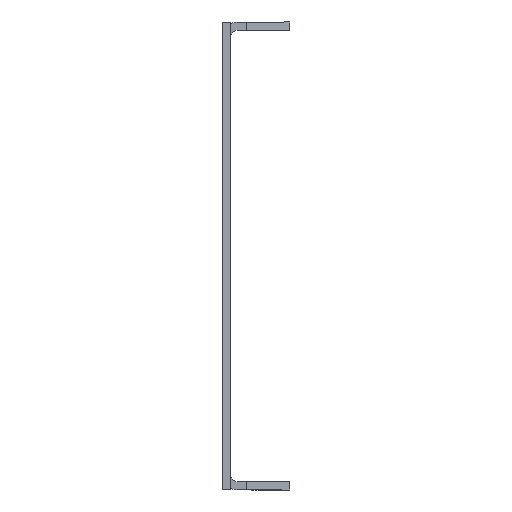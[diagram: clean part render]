
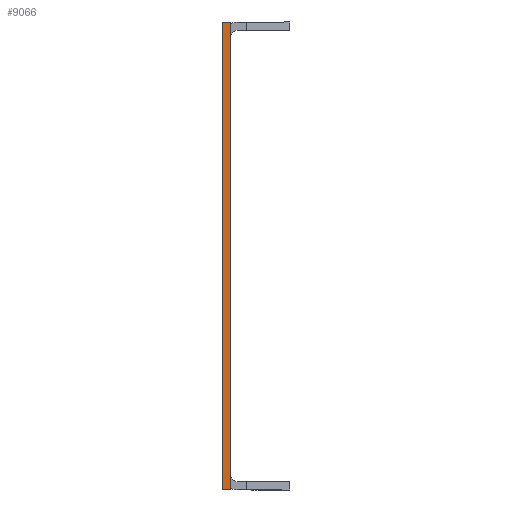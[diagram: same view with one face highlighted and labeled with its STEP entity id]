
A CAD part, left-side view. The second image highlights one B-rep face of the part: STEP entity #9066.
In plain terms, the highlighted planar face has unit normal (-1, 0, 0).
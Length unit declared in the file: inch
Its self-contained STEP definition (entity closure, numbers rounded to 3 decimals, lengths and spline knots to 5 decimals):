
#743 = CARTESIAN_POINT ( 'NONE',  ( -9.5, 0., -1.74 ) ) ;
#1086 = VECTOR ( 'NONE', #14298, 39.37008 ) ;
#1228 = CARTESIAN_POINT ( 'NONE',  ( -9.5, -0.06, -1.74 ) ) ;
#2060 = CARTESIAN_POINT ( 'NONE',  ( -9.5, -0.06, -1.74 ) ) ;
#2065 = DIRECTION ( 'NONE',  ( 0., 0., 1. ) ) ;
#2393 = CARTESIAN_POINT ( 'NONE',  ( -9.5, 0., -1.74 ) ) ;
#2523 = DIRECTION ( 'NONE',  ( 0., 0., 1. ) ) ;
#3191 = ORIENTED_EDGE ( 'NONE', *, *, #16549, .F. ) ;
#3568 = EDGE_CURVE ( 'NONE', #36414, #5909, #35374, .T. ) ;
#4696 = VECTOR ( 'NONE', #2523, 39.37008 ) ;
#4998 = PLANE ( 'NONE',  #19438 ) ;
#5909 = VERTEX_POINT ( 'NONE', #9772 ) ;
#5966 = VECTOR ( 'NONE', #34335, 39.37008 ) ;
#6731 = CARTESIAN_POINT ( 'NONE',  ( -9.5, -0.06, -1.74 ) ) ;
#7040 = FACE_OUTER_BOUND ( 'NONE', #17191, .T. ) ;
#7978 = CARTESIAN_POINT ( 'NONE',  ( -9.5, -0.06, 1.74 ) ) ;
#9066 = ADVANCED_FACE ( 'NONE', ( #7040 ), #4998, .T. ) ;
#9772 = CARTESIAN_POINT ( 'NONE',  ( -9.5, 0., 1.74 ) ) ;
#9962 = VERTEX_POINT ( 'NONE', #1228 ) ;
#11362 = ORIENTED_EDGE ( 'NONE', *, *, #34536, .T. ) ;
#12893 = VERTEX_POINT ( 'NONE', #31744 ) ;
#14179 = LINE ( 'NONE', #6731, #5966 ) ;
#14298 = DIRECTION ( 'NONE',  ( 0., 1., 0. ) ) ;
#14834 = VECTOR ( 'NONE', #26578, 39.37008 ) ;
#15033 = LINE ( 'NONE', #2060, #1086 ) ;
#16549 = EDGE_CURVE ( 'NONE', #9962, #36414, #15033, .T. ) ;
#17191 = EDGE_LOOP ( 'NONE', ( #36716, #3191, #37886, #11362 ) ) ;
#19438 = AXIS2_PLACEMENT_3D ( 'NONE', #38736, #20522, #2065 ) ;
#20522 = DIRECTION ( 'NONE',  ( -1., 0., 0. ) ) ;
#23048 = LINE ( 'NONE', #7978, #14834 ) ;
#26578 = DIRECTION ( 'NONE',  ( 0., 1., 0. ) ) ;
#31744 = CARTESIAN_POINT ( 'NONE',  ( -9.5, -0.06, 1.74 ) ) ;
#31858 = EDGE_CURVE ( 'NONE', #9962, #12893, #14179, .T. ) ;
#34335 = DIRECTION ( 'NONE',  ( 0., 0., 1. ) ) ;
#34536 = EDGE_CURVE ( 'NONE', #12893, #5909, #23048, .T. ) ;
#35374 = LINE ( 'NONE', #2393, #4696 ) ;
#36414 = VERTEX_POINT ( 'NONE', #743 ) ;
#36716 = ORIENTED_EDGE ( 'NONE', *, *, #3568, .F. ) ;
#37886 = ORIENTED_EDGE ( 'NONE', *, *, #31858, .T. ) ;
#38736 = CARTESIAN_POINT ( 'NONE',  ( -9.5, -0.06, -1.74 ) ) ;
